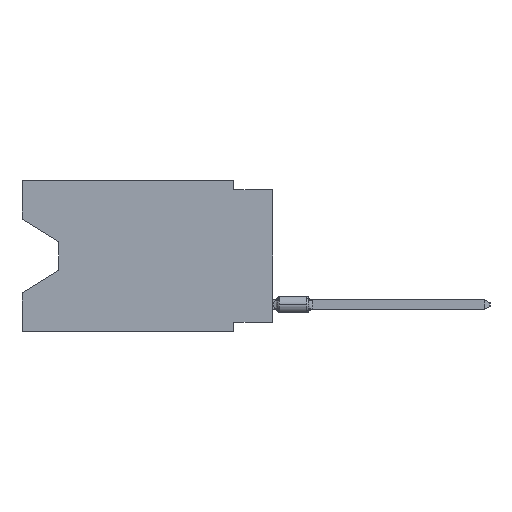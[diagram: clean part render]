
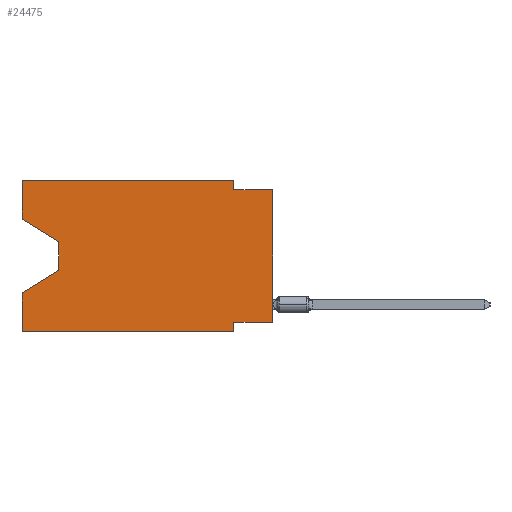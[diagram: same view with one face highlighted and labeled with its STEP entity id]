
A CAD part, left-side view. The second image highlights one B-rep face of the part: STEP entity #24475.
In plain terms, the highlighted planar face has unit normal (-1, 0, 0).
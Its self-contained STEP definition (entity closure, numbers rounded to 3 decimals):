
#1535 = CARTESIAN_POINT ( 'NONE',  ( 0., 0., -0.635 ) ) ;
#1563 = DIRECTION ( 'NONE',  ( 0., 1., 0. ) ) ;
#1986 = EDGE_CURVE ( 'NONE', #39190, #5130, #44019, .T. ) ;
#3192 = CARTESIAN_POINT ( 'NONE',  ( 0., 0., -0.635 ) ) ;
#3715 = LINE ( 'NONE', #46377, #49878 ) ;
#3792 = EDGE_CURVE ( 'NONE', #22348, #34530, #50143, .T. ) ;
#4361 = DIRECTION ( 'NONE',  ( 0., -1., 0. ) ) ;
#4366 = EDGE_CURVE ( 'NONE', #8469, #41150, #48043, .T. ) ;
#4615 = LINE ( 'NONE', #30676, #48304 ) ;
#5130 = VERTEX_POINT ( 'NONE', #8569 ) ;
#5350 = CARTESIAN_POINT ( 'NONE',  ( 0., 0., 0. ) ) ;
#5495 = ORIENTED_EDGE ( 'NONE', *, *, #19482, .F. ) ;
#5809 = ORIENTED_EDGE ( 'NONE', *, *, #44204, .F. ) ;
#6606 = CARTESIAN_POINT ( 'NONE',  ( 0., 0., -9.271 ) ) ;
#7142 = DIRECTION ( 'NONE',  ( 0., 0., 1. ) ) ;
#7353 = ORIENTED_EDGE ( 'NONE', *, *, #4366, .T. ) ;
#7476 = EDGE_CURVE ( 'NONE', #15737, #12629, #30631, .T. ) ;
#7908 = PLANE ( 'NONE',  #7963 ) ;
#7963 = AXIS2_PLACEMENT_3D ( 'NONE', #52849, #9020, #8740 ) ;
#8078 = CARTESIAN_POINT ( 'NONE',  ( 0., 2.54, 0. ) ) ;
#8469 = VERTEX_POINT ( 'NONE', #6606 ) ;
#8522 = DIRECTION ( 'NONE',  ( 0., 0., 1. ) ) ;
#8560 = CARTESIAN_POINT ( 'NONE',  ( 0., 16.383, 0. ) ) ;
#8569 = CARTESIAN_POINT ( 'NONE',  ( 0., 13.97, -4.013 ) ) ;
#8740 = DIRECTION ( 'NONE',  ( 0., 0., -1. ) ) ;
#9020 = DIRECTION ( 'NONE',  ( 1., 0., 0. ) ) ;
#10199 = EDGE_CURVE ( 'NONE', #5130, #41089, #30217, .T. ) ;
#10396 = VECTOR ( 'NONE', #1563, 1000. ) ;
#10909 = CARTESIAN_POINT ( 'NONE',  ( 0., 16.383, 0. ) ) ;
#11532 = CARTESIAN_POINT ( 'NONE',  ( 0., 2.54, -0.635 ) ) ;
#11948 = ORIENTED_EDGE ( 'NONE', *, *, #51447, .F. ) ;
#12629 = VERTEX_POINT ( 'NONE', #30560 ) ;
#13068 = FACE_OUTER_BOUND ( 'NONE', #29980, .T. ) ;
#13721 = CARTESIAN_POINT ( 'NONE',  ( 0., 2.54, -9.271 ) ) ;
#13886 = CARTESIAN_POINT ( 'NONE',  ( 0., 0., -9.271 ) ) ;
#14230 = VECTOR ( 'NONE', #31196, 1000. ) ;
#14409 = CARTESIAN_POINT ( 'NONE',  ( 0., 16.383, -7.36 ) ) ;
#15409 = ORIENTED_EDGE ( 'NONE', *, *, #10199, .T. ) ;
#15466 = VECTOR ( 'NONE', #52539, 1000. ) ;
#15737 = VERTEX_POINT ( 'NONE', #13721 ) ;
#15810 = VECTOR ( 'NONE', #4361, 1000. ) ;
#16384 = DIRECTION ( 'NONE',  ( 0., 0., -1. ) ) ;
#17314 = DIRECTION ( 'NONE',  ( 0., 0.855, -0.519 ) ) ;
#17503 = DIRECTION ( 'NONE',  ( 0., 0., 1. ) ) ;
#18169 = LINE ( 'NONE', #13886, #10396 ) ;
#19482 = EDGE_CURVE ( 'NONE', #34530, #54181, #55075, .T. ) ;
#20553 = CARTESIAN_POINT ( 'NONE',  ( 0., 16.383, -9.906 ) ) ;
#21091 = EDGE_CURVE ( 'NONE', #45115, #39956, #3715, .T. ) ;
#21632 = LINE ( 'NONE', #39098, #27352 ) ;
#21848 = LINE ( 'NONE', #29880, #15810 ) ;
#22348 = VERTEX_POINT ( 'NONE', #8560 ) ;
#23165 = VECTOR ( 'NONE', #8522, 1000. ) ;
#23821 = DIRECTION ( 'NONE',  ( 0., -1., 0. ) ) ;
#24014 = VECTOR ( 'NONE', #40970, 1000. ) ;
#24475 = ADVANCED_FACE ( 'NONE', ( #13068 ), #7908, .F. ) ;
#27233 = ORIENTED_EDGE ( 'NONE', *, *, #1986, .T. ) ;
#27352 = VECTOR ( 'NONE', #17314, 1000. ) ;
#28711 = VECTOR ( 'NONE', #16384, 1000. ) ;
#29880 = CARTESIAN_POINT ( 'NONE',  ( 0., 16.383, -9.906 ) ) ;
#29980 = EDGE_LOOP ( 'NONE', ( #27233, #15409, #39257, #36455, #52383, #40898, #47089, #7353, #11948, #5495, #45492, #5809 ) ) ;
#30217 = LINE ( 'NONE', #47680, #15466 ) ;
#30560 = CARTESIAN_POINT ( 'NONE',  ( 0., 2.54, -9.906 ) ) ;
#30631 = LINE ( 'NONE', #35499, #14230 ) ;
#30676 = CARTESIAN_POINT ( 'NONE',  ( 0., 16.383, 0. ) ) ;
#30748 = CARTESIAN_POINT ( 'NONE',  ( 0., 13.97, -5.893 ) ) ;
#31125 = DIRECTION ( 'NONE',  ( 0., -0.855, -0.519 ) ) ;
#31196 = DIRECTION ( 'NONE',  ( 0., 0., -1. ) ) ;
#32065 = EDGE_CURVE ( 'NONE', #8469, #15737, #18169, .T. ) ;
#34530 = VERTEX_POINT ( 'NONE', #44162 ) ;
#34876 = CARTESIAN_POINT ( 'NONE',  ( 0., 16.383, -2.546 ) ) ;
#35499 = CARTESIAN_POINT ( 'NONE',  ( 0., 2.54, -9.906 ) ) ;
#36455 = ORIENTED_EDGE ( 'NONE', *, *, #21091, .F. ) ;
#39098 = CARTESIAN_POINT ( 'NONE',  ( 0., 13.97, -5.893 ) ) ;
#39190 = VERTEX_POINT ( 'NONE', #41303 ) ;
#39257 = ORIENTED_EDGE ( 'NONE', *, *, #55665, .T. ) ;
#39956 = VERTEX_POINT ( 'NONE', #14409 ) ;
#40898 = ORIENTED_EDGE ( 'NONE', *, *, #7476, .F. ) ;
#40970 = DIRECTION ( 'NONE',  ( 0., -1., 0. ) ) ;
#41089 = VERTEX_POINT ( 'NONE', #30748 ) ;
#41150 = VERTEX_POINT ( 'NONE', #1535 ) ;
#41303 = CARTESIAN_POINT ( 'NONE',  ( 0., 16.383, -2.546 ) ) ;
#42414 = LINE ( 'NONE', #3192, #47091 ) ;
#44019 = LINE ( 'NONE', #34876, #44119 ) ;
#44119 = VECTOR ( 'NONE', #31125, 1000. ) ;
#44162 = CARTESIAN_POINT ( 'NONE',  ( 0., 2.54, 0. ) ) ;
#44204 = EDGE_CURVE ( 'NONE', #39190, #22348, #4615, .T. ) ;
#45115 = VERTEX_POINT ( 'NONE', #20553 ) ;
#45492 = ORIENTED_EDGE ( 'NONE', *, *, #3792, .F. ) ;
#46377 = CARTESIAN_POINT ( 'NONE',  ( 0., 16.383, 0. ) ) ;
#47089 = ORIENTED_EDGE ( 'NONE', *, *, #32065, .F. ) ;
#47091 = VECTOR ( 'NONE', #23821, 1000. ) ;
#47680 = CARTESIAN_POINT ( 'NONE',  ( 0., 13.97, -4.013 ) ) ;
#48043 = LINE ( 'NONE', #5350, #23165 ) ;
#48304 = VECTOR ( 'NONE', #17503, 1000. ) ;
#49878 = VECTOR ( 'NONE', #7142, 1000. ) ;
#49918 = EDGE_CURVE ( 'NONE', #45115, #12629, #21848, .T. ) ;
#50143 = LINE ( 'NONE', #10909, #24014 ) ;
#51447 = EDGE_CURVE ( 'NONE', #54181, #41150, #42414, .T. ) ;
#52383 = ORIENTED_EDGE ( 'NONE', *, *, #49918, .T. ) ;
#52539 = DIRECTION ( 'NONE',  ( 0., 0., -1. ) ) ;
#52849 = CARTESIAN_POINT ( 'NONE',  ( 0., 16.383, 0. ) ) ;
#54181 = VERTEX_POINT ( 'NONE', #11532 ) ;
#55075 = LINE ( 'NONE', #8078, #28711 ) ;
#55665 = EDGE_CURVE ( 'NONE', #41089, #39956, #21632, .T. ) ;
